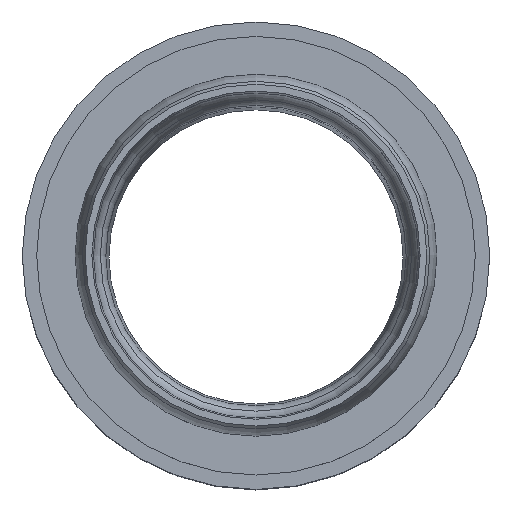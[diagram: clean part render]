
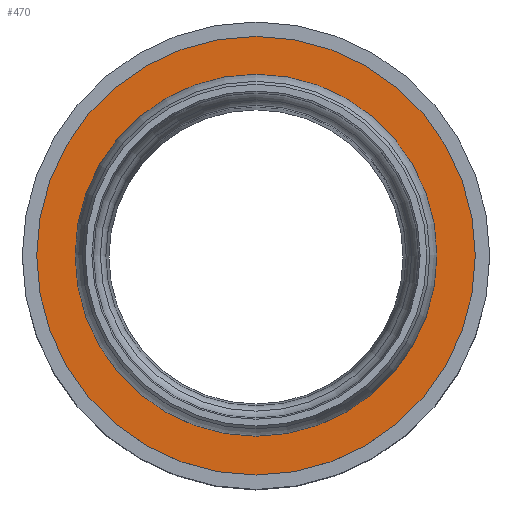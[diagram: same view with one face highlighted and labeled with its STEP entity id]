
A CAD part, top view. The second image highlights one B-rep face of the part: STEP entity #470.
In plain terms, the highlighted planar face has unit normal (0, 0, 1).
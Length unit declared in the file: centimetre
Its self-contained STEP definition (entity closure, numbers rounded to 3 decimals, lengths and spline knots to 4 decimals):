
#40=FACE_BOUND('',#85,.T.);
#46=PLANE('',#508);
#53=FACE_OUTER_BOUND('',#84,.T.);
#84=EDGE_LOOP('',(#323));
#85=EDGE_LOOP('',(#324));
#149=CIRCLE('',#507,52.);
#150=CIRCLE('',#509,71.5);
#205=VERTEX_POINT('',#792);
#206=VERTEX_POINT('',#796);
#251=EDGE_CURVE('',#205,#205,#149,.T.);
#252=EDGE_CURVE('',#206,#206,#150,.T.);
#323=ORIENTED_EDGE('',*,*,#252,.F.);
#324=ORIENTED_EDGE('',*,*,#251,.T.);
#470=ADVANCED_FACE('',(#53,#40),#46,.T.);
#507=AXIS2_PLACEMENT_3D('',#794,#602,#603);
#508=AXIS2_PLACEMENT_3D('',#795,#604,#605);
#509=AXIS2_PLACEMENT_3D('',#797,#606,#607);
#602=DIRECTION('center_axis',(0.,0.,-1.));
#603=DIRECTION('ref_axis',(1.,0.,0.));
#604=DIRECTION('center_axis',(0.,0.,1.));
#605=DIRECTION('ref_axis',(0.,-1.,0.));
#606=DIRECTION('center_axis',(0.,0.,-1.));
#607=DIRECTION('ref_axis',(1.,0.,0.));
#792=CARTESIAN_POINT('',(-52.,0.,234.));
#794=CARTESIAN_POINT('Origin',(0.,0.,234.));
#795=CARTESIAN_POINT('Origin',(71.5,0.,234.));
#796=CARTESIAN_POINT('',(-71.5,0.,234.));
#797=CARTESIAN_POINT('Origin',(0.,0.,234.));
